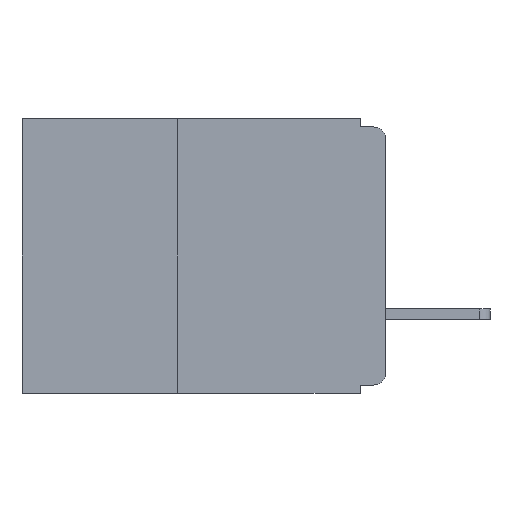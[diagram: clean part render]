
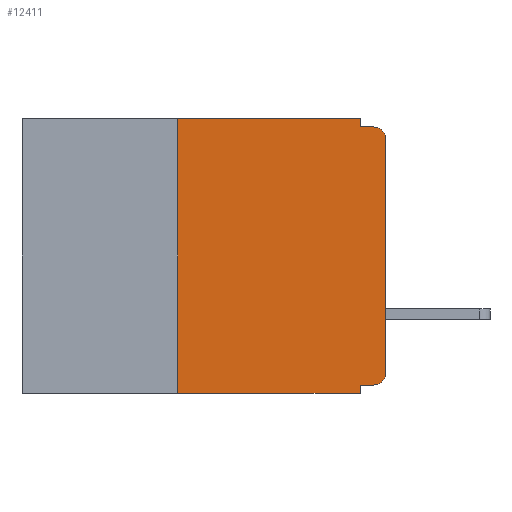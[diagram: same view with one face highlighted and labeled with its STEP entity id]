
A CAD part, left-side view. The second image highlights one B-rep face of the part: STEP entity #12411.
In plain terms, the highlighted planar face has unit normal (-1, 0, 0).
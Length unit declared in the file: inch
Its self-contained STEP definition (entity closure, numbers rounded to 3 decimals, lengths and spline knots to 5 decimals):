
#24 = DIRECTION ( 'NONE',  ( 0., -1., 0. ) ) ;
#26 = LINE ( 'NONE', #9244, #6091 ) ;
#123 = CARTESIAN_POINT ( 'NONE',  ( 0., 0., -0.01 ) ) ;
#221 = ORIENTED_EDGE ( 'NONE', *, *, #4276, .T. ) ;
#784 = LINE ( 'NONE', #12092, #875 ) ;
#872 = VECTOR ( 'NONE', #1592, 39.37008 ) ;
#875 = VECTOR ( 'NONE', #5606, 39.37008 ) ;
#980 = EDGE_LOOP ( 'NONE', ( #221, #1225, #1553, #2042, #2892, #3000, #3441, #5602, #6312, #8267 ) ) ;
#1008 = VECTOR ( 'NONE', #3819, 39.37008 ) ;
#1225 = ORIENTED_EDGE ( 'NONE', *, *, #6533, .T. ) ;
#1392 = LINE ( 'NONE', #123, #11634 ) ;
#1515 = DIRECTION ( 'NONE',  ( -1., 0., 0. ) ) ;
#1553 = ORIENTED_EDGE ( 'NONE', *, *, #5005, .F. ) ;
#1592 = DIRECTION ( 'NONE',  ( 0., 0., 1. ) ) ;
#1671 = CARTESIAN_POINT ( 'NONE',  ( 0., 0.031, -0.01 ) ) ;
#1845 = CARTESIAN_POINT ( 'NONE',  ( 0., 0., 0. ) ) ;
#2042 = ORIENTED_EDGE ( 'NONE', *, *, #5347, .F. ) ;
#2117 = DIRECTION ( 'NONE',  ( 0., 0., -1. ) ) ;
#2132 = DIRECTION ( 'NONE',  ( -1., 0., 0. ) ) ;
#2170 = CARTESIAN_POINT ( 'NONE',  ( 0., 0.015, -0.025 ) ) ;
#2380 = DIRECTION ( 'NONE',  ( 0., -1., 0. ) ) ;
#2384 = EDGE_CURVE ( 'NONE', #3637, #7491, #784, .T. ) ;
#2543 = CARTESIAN_POINT ( 'NONE',  ( 0., 0., -0.305 ) ) ;
#2641 = CARTESIAN_POINT ( 'NONE',  ( 0., 0.437, 0. ) ) ;
#2891 = LINE ( 'NONE', #1845, #872 ) ;
#2892 = ORIENTED_EDGE ( 'NONE', *, *, #2384, .F. ) ;
#2972 = EDGE_CURVE ( 'NONE', #9055, #3637, #10934, .T. ) ;
#3000 = ORIENTED_EDGE ( 'NONE', *, *, #2972, .F. ) ;
#3088 = CARTESIAN_POINT ( 'NONE',  ( 0., 0.031, -0.32 ) ) ;
#3227 = AXIS2_PLACEMENT_3D ( 'NONE', #2641, #5970, #12419 ) ;
#3441 = ORIENTED_EDGE ( 'NONE', *, *, #8405, .T. ) ;
#3637 = VERTEX_POINT ( 'NONE', #5900 ) ;
#3819 = DIRECTION ( 'NONE',  ( 0., 0., -1. ) ) ;
#3903 = CARTESIAN_POINT ( 'NONE',  ( 0., 0.015, -0.01 ) ) ;
#4276 = EDGE_CURVE ( 'NONE', #7660, #9895, #2891, .T. ) ;
#4425 = CARTESIAN_POINT ( 'NONE',  ( 0., 0.031, 0. ) ) ;
#4448 = CARTESIAN_POINT ( 'NONE',  ( 0., 0.015, -0.32 ) ) ;
#5005 = EDGE_CURVE ( 'NONE', #6622, #9482, #1392, .T. ) ;
#5100 = VECTOR ( 'NONE', #11997, 39.37008 ) ;
#5347 = EDGE_CURVE ( 'NONE', #7491, #6622, #11836, .T. ) ;
#5365 = CARTESIAN_POINT ( 'NONE',  ( 0., 0.031, 0. ) ) ;
#5602 = ORIENTED_EDGE ( 'NONE', *, *, #9709, .F. ) ;
#5606 = DIRECTION ( 'NONE',  ( 0., -1., 0. ) ) ;
#5627 = VECTOR ( 'NONE', #2380, 39.37008 ) ;
#5686 = CARTESIAN_POINT ( 'NONE',  ( 0., 0.031, -0.33 ) ) ;
#5714 = VECTOR ( 'NONE', #12159, 39.37008 ) ;
#5725 = CARTESIAN_POINT ( 'NONE',  ( 0., 0.437, -0.33 ) ) ;
#5900 = CARTESIAN_POINT ( 'NONE',  ( 0., 0.25, 0. ) ) ;
#5915 = PLANE ( 'NONE',  #3227 ) ;
#5936 = EDGE_CURVE ( 'NONE', #6407, #12028, #26, .T. ) ;
#5970 = DIRECTION ( 'NONE',  ( 1., 0., 0. ) ) ;
#6091 = VECTOR ( 'NONE', #9222, 39.37008 ) ;
#6312 = ORIENTED_EDGE ( 'NONE', *, *, #5936, .F. ) ;
#6329 = VERTEX_POINT ( 'NONE', #5686 ) ;
#6407 = VERTEX_POINT ( 'NONE', #4448 ) ;
#6533 = EDGE_CURVE ( 'NONE', #9895, #9482, #11936, .T. ) ;
#6622 = VERTEX_POINT ( 'NONE', #1671 ) ;
#7252 = EDGE_CURVE ( 'NONE', #6407, #7660, #10138, .T. ) ;
#7491 = VERTEX_POINT ( 'NONE', #5365 ) ;
#7660 = VERTEX_POINT ( 'NONE', #2543 ) ;
#8024 = LINE ( 'NONE', #11224, #5100 ) ;
#8177 = CARTESIAN_POINT ( 'NONE',  ( 0., 0.015, -0.305 ) ) ;
#8267 = ORIENTED_EDGE ( 'NONE', *, *, #7252, .T. ) ;
#8405 = EDGE_CURVE ( 'NONE', #9055, #6329, #12861, .T. ) ;
#9055 = VERTEX_POINT ( 'NONE', #9573 ) ;
#9132 = DIRECTION ( 'NONE',  ( 0., 0., -1. ) ) ;
#9222 = DIRECTION ( 'NONE',  ( 0., 1., 0. ) ) ;
#9244 = CARTESIAN_POINT ( 'NONE',  ( 0., 0., -0.32 ) ) ;
#9419 = AXIS2_PLACEMENT_3D ( 'NONE', #8177, #1515, #9132 ) ;
#9482 = VERTEX_POINT ( 'NONE', #3903 ) ;
#9573 = CARTESIAN_POINT ( 'NONE',  ( 0., 0.25, -0.33 ) ) ;
#9709 = EDGE_CURVE ( 'NONE', #12028, #6329, #8024, .T. ) ;
#9710 = FACE_OUTER_BOUND ( 'NONE', #980, .T. ) ;
#9895 = VERTEX_POINT ( 'NONE', #12798 ) ;
#10099 = AXIS2_PLACEMENT_3D ( 'NONE', #2170, #2132, #2117 ) ;
#10138 = CIRCLE ( 'NONE', #9419, 0.015 ) ;
#10934 = LINE ( 'NONE', #11155, #5714 ) ;
#11155 = CARTESIAN_POINT ( 'NONE',  ( 0., 0.25, -0.33 ) ) ;
#11224 = CARTESIAN_POINT ( 'NONE',  ( 0., 0.031, -0.33 ) ) ;
#11634 = VECTOR ( 'NONE', #24, 39.37008 ) ;
#11836 = LINE ( 'NONE', #4425, #1008 ) ;
#11936 = CIRCLE ( 'NONE', #10099, 0.015 ) ;
#11997 = DIRECTION ( 'NONE',  ( 0., 0., -1. ) ) ;
#12028 = VERTEX_POINT ( 'NONE', #3088 ) ;
#12092 = CARTESIAN_POINT ( 'NONE',  ( 0., 0.437, 0. ) ) ;
#12159 = DIRECTION ( 'NONE',  ( 0., 0., 1. ) ) ;
#12411 = ADVANCED_FACE ( 'NONE', ( #9710 ), #5915, .F. ) ;
#12419 = DIRECTION ( 'NONE',  ( 0., 0., -1. ) ) ;
#12798 = CARTESIAN_POINT ( 'NONE',  ( 0., 0., -0.025 ) ) ;
#12861 = LINE ( 'NONE', #5725, #5627 ) ;
